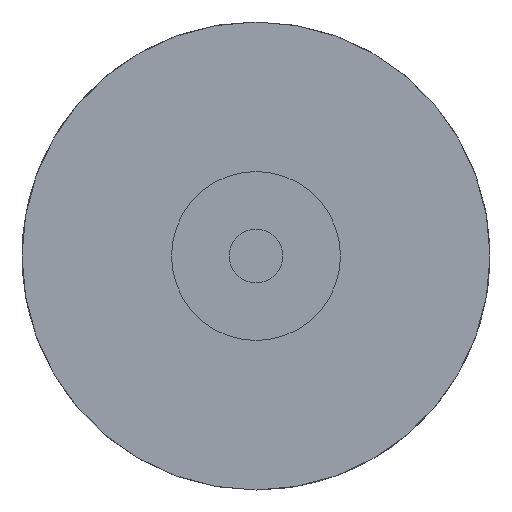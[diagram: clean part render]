
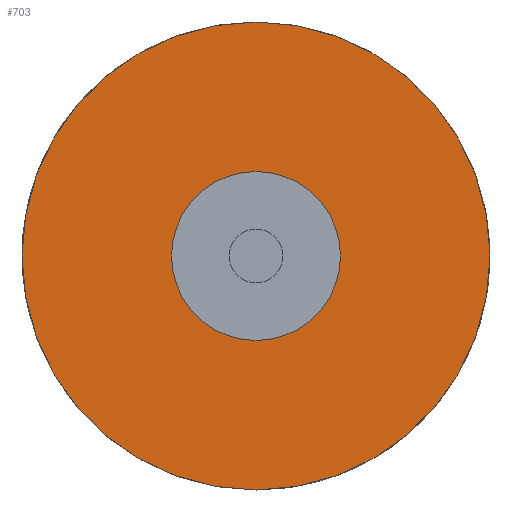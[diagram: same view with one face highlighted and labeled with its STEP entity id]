
A CAD part, front view. The second image highlights one B-rep face of the part: STEP entity #703.
In plain terms, the highlighted planar face has unit normal (0, -1, 0).
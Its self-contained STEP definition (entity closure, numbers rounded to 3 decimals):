
#170=CARTESIAN_POINT('',(0.,5.,-5.));
#171=VERTEX_POINT('',#170);
#178=CARTESIAN_POINT('',(-0.,5.,5.));
#179=VERTEX_POINT('',#178);
#180=CARTESIAN_POINT('',(0.,5.,0.));
#181=DIRECTION('',(0.,1.,0.));
#182=DIRECTION('',(0.,-0.,1.));
#183=AXIS2_PLACEMENT_3D('',#180,#181,#182);
#184=CIRCLE('',#183,5.);
#185=EDGE_CURVE('',#179,#171,#184,.T.);
#187=CARTESIAN_POINT('',(0.,5.,0.));
#188=DIRECTION('',(0.,1.,0.));
#189=DIRECTION('',(0.,-0.,1.));
#190=AXIS2_PLACEMENT_3D('',#187,#188,#189);
#191=CIRCLE('',#190,5.);
#192=EDGE_CURVE('',#171,#179,#191,.T.);
#294=CARTESIAN_POINT('',(0.,5.,-13.85));
#295=VERTEX_POINT('',#294);
#663=CARTESIAN_POINT('',(-0.,5.,13.85));
#664=VERTEX_POINT('',#663);
#665=CARTESIAN_POINT('',(0.,5.,0.));
#666=DIRECTION('',(0.,1.,0.));
#667=DIRECTION('',(0.,-0.,1.));
#668=AXIS2_PLACEMENT_3D('',#665,#666,#667);
#669=CIRCLE('',#668,13.85);
#670=EDGE_CURVE('',#295,#664,#669,.T.);
#672=CARTESIAN_POINT('',(0.,5.,0.));
#673=DIRECTION('',(0.,1.,0.));
#674=DIRECTION('',(0.,-0.,1.));
#675=AXIS2_PLACEMENT_3D('',#672,#673,#674);
#676=CIRCLE('',#675,13.85);
#677=EDGE_CURVE('',#664,#295,#676,.T.);
#690=CARTESIAN_POINT('',(0.,5.,0.));
#691=DIRECTION('',(0.,1.,0.));
#692=DIRECTION('',(0.,0.,1.));
#693=AXIS2_PLACEMENT_3D('',#690,#691,#692);
#694=PLANE('',#693);
#695=ORIENTED_EDGE('',*,*,#670,.F.);
#696=ORIENTED_EDGE('',*,*,#677,.F.);
#697=EDGE_LOOP('',(#695,#696));
#698=FACE_BOUND('',#697,.T.);
#699=ORIENTED_EDGE('',*,*,#185,.T.);
#700=ORIENTED_EDGE('',*,*,#192,.T.);
#701=EDGE_LOOP('',(#699,#700));
#702=FACE_BOUND('',#701,.T.);
#703=ADVANCED_FACE('',(#698,#702),#694,.F.);
